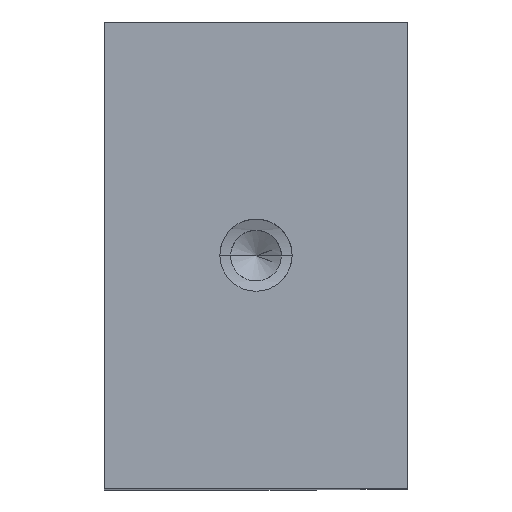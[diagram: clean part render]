
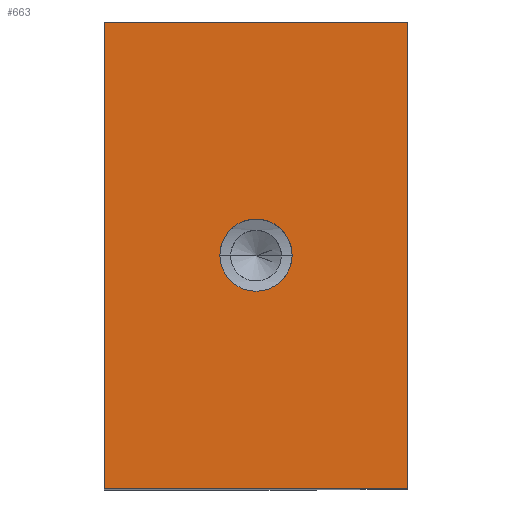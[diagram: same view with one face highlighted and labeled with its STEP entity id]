
A CAD part, top view. The second image highlights one B-rep face of the part: STEP entity #663.
In plain terms, the highlighted planar face has unit normal (0, 0, 1).
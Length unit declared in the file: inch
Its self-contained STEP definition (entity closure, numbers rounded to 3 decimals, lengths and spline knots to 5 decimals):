
#3 = DIRECTION ( 'NONE',  ( 1., 0., 0. ) ) ;
#14 = DIRECTION ( 'NONE',  ( 0., 0., 1. ) ) ;
#61 = CARTESIAN_POINT ( 'NONE',  ( 0., 1.25, 2.5625 ) ) ;
#68 = CARTESIAN_POINT ( 'NONE',  ( 0.8125, 0., 2.5625 ) ) ;
#85 = LINE ( 'NONE', #760, #89 ) ;
#89 = VECTOR ( 'NONE', #757, 39.37008 ) ;
#91 = LINE ( 'NONE', #769, #96 ) ;
#96 = VECTOR ( 'NONE', #853, 39.37008 ) ;
#130 = FACE_BOUND ( 'NONE', #701, .T. ) ;
#134 = CIRCLE ( 'NONE', #599, 0.09675 ) ;
#156 = FACE_OUTER_BOUND ( 'NONE', #703, .T. ) ;
#188 = VECTOR ( 'NONE', #878, 39.37008 ) ;
#196 = LINE ( 'NONE', #889, #188 ) ;
#217 = ORIENTED_EDGE ( 'NONE', *, *, #564, .T. ) ;
#247 = ORIENTED_EDGE ( 'NONE', *, *, #547, .T. ) ;
#304 = ORIENTED_EDGE ( 'NONE', *, *, #551, .F. ) ;
#309 = ORIENTED_EDGE ( 'NONE', *, *, #571, .F. ) ;
#318 = ORIENTED_EDGE ( 'NONE', *, *, #519, .F. ) ;
#355 = VECTOR ( 'NONE', #840, 39.37008 ) ;
#359 = VERTEX_POINT ( 'NONE', #793 ) ;
#387 = DIRECTION ( 'NONE',  ( -1., 0., 0. ) ) ;
#437 = CARTESIAN_POINT ( 'NONE',  ( 0., 0., 2.5625 ) ) ;
#445 = PLANE ( 'NONE',  #627 ) ;
#447 = DIRECTION ( 'NONE',  ( 0., 0., -1. ) ) ;
#454 = VERTEX_POINT ( 'NONE', #867 ) ;
#458 = VERTEX_POINT ( 'NONE', #61 ) ;
#465 = VERTEX_POINT ( 'NONE', #763 ) ;
#467 = VERTEX_POINT ( 'NONE', #68 ) ;
#504 = ORIENTED_EDGE ( 'NONE', *, *, #566, .T. ) ;
#506 = LINE ( 'NONE', #906, #355 ) ;
#510 = VERTEX_POINT ( 'NONE', #897 ) ;
#519 = EDGE_CURVE ( 'NONE', #359, #510, #672, .T. ) ;
#547 = EDGE_CURVE ( 'NONE', #458, #454, #196, .T. ) ;
#551 = EDGE_CURVE ( 'NONE', #465, #467, #506, .T. ) ;
#564 = EDGE_CURVE ( 'NONE', #454, #467, #85, .T. ) ;
#566 = EDGE_CURVE ( 'NONE', #465, #458, #91, .T. ) ;
#571 = EDGE_CURVE ( 'NONE', #510, #359, #134, .T. ) ;
#585 = AXIS2_PLACEMENT_3D ( 'NONE', #738, #904, #3 ) ;
#599 = AXIS2_PLACEMENT_3D ( 'NONE', #900, #14, #802 ) ;
#627 = AXIS2_PLACEMENT_3D ( 'NONE', #437, #447, #387 ) ;
#663 = ADVANCED_FACE ( 'NONE', ( #130, #156 ), #445, .F. ) ;
#672 = CIRCLE ( 'NONE', #585, 0.09675 ) ;
#701 = EDGE_LOOP ( 'NONE', ( #309, #318 ) ) ;
#703 = EDGE_LOOP ( 'NONE', ( #247, #217, #304, #504 ) ) ;
#738 = CARTESIAN_POINT ( 'NONE',  ( 0.40625, 0.625, 2.5625 ) ) ;
#757 = DIRECTION ( 'NONE',  ( 1., 0., 0. ) ) ;
#760 = CARTESIAN_POINT ( 'NONE',  ( 0., 0., 2.5625 ) ) ;
#763 = CARTESIAN_POINT ( 'NONE',  ( 0.8125, 1.25, 2.5625 ) ) ;
#769 = CARTESIAN_POINT ( 'NONE',  ( 0., 1.25, 2.5625 ) ) ;
#793 = CARTESIAN_POINT ( 'NONE',  ( 0.3095, 0.625, 2.5625 ) ) ;
#802 = DIRECTION ( 'NONE',  ( 1., 0., 0. ) ) ;
#840 = DIRECTION ( 'NONE',  ( 0., -1., 0. ) ) ;
#853 = DIRECTION ( 'NONE',  ( -1., 0., 0. ) ) ;
#867 = CARTESIAN_POINT ( 'NONE',  ( 0., 0., 2.5625 ) ) ;
#878 = DIRECTION ( 'NONE',  ( 0., -1., 0. ) ) ;
#889 = CARTESIAN_POINT ( 'NONE',  ( 0., 0., 2.5625 ) ) ;
#897 = CARTESIAN_POINT ( 'NONE',  ( 0.503, 0.625, 2.5625 ) ) ;
#900 = CARTESIAN_POINT ( 'NONE',  ( 0.40625, 0.625, 2.5625 ) ) ;
#904 = DIRECTION ( 'NONE',  ( 0., 0., 1. ) ) ;
#906 = CARTESIAN_POINT ( 'NONE',  ( 0.8125, 1.25, 2.5625 ) ) ;
